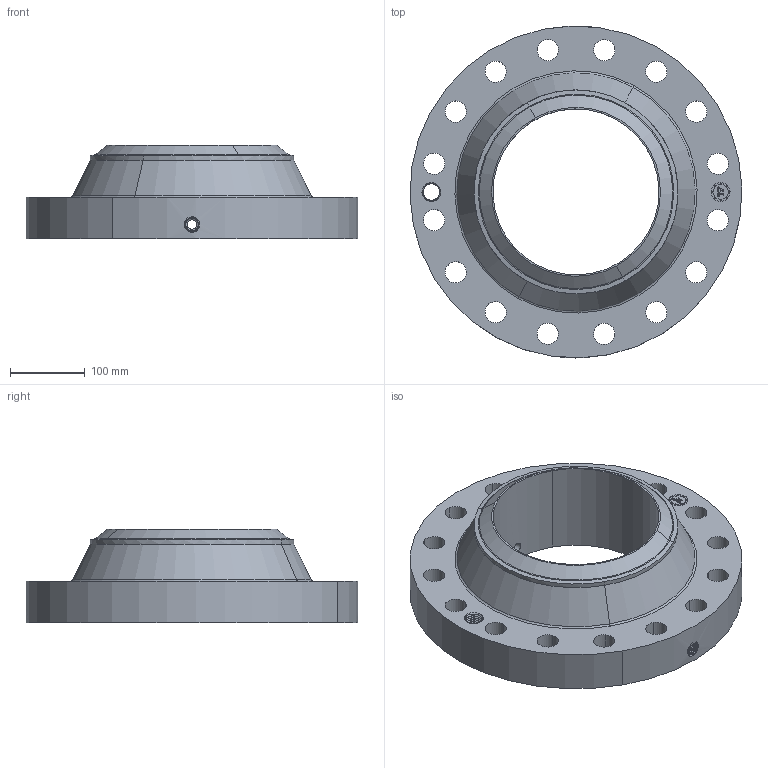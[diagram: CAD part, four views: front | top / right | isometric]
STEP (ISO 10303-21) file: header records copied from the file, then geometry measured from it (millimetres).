
FILE_DESCRIPTION(('3D STEP'),'2;1');
FILE_NAME('10-300-RTJ-WELD-NECK-140-ORIF-FLANGE.stp','2013-10-19T08:46:01+00:00',('Texas Flange'),(''),'CATIA Version 5 Release 20 SP 6 (IN-10)','CATIA V5 STEP AP214','800-826-3801');
FILE_SCHEMA(('AUTOMOTIVE_DESIGN { 1 0 10303 214 1 1 1 1 }'));
Length unit declared in the file: inch
Products named in the file (1): 10-300-RTJ-WELD-NECK-140-ORIF-FLANGE
Bounding box: 444.38 x 444.5 x 125.3 mm (x, y, z)
Volume: 7536639.4 mm3; surface area: 521083.9 mm2
Topology: 1 solids, 1 shells, 813 faces, 2203 edges, 1412 vertices
Faces by surface type: plane 370, bspline 263, cylinder 112, cone 56, torus 8, revolution 4
Entity records: 33970 total; most frequent: CARTESIAN_POINT 13910, ORIENTED_EDGE 4406, EDGE_CURVE 2203, DIRECTION 2171, VERTEX_POINT 1412, VECTOR 1207, LINE 1207, EDGE_LOOP 873
